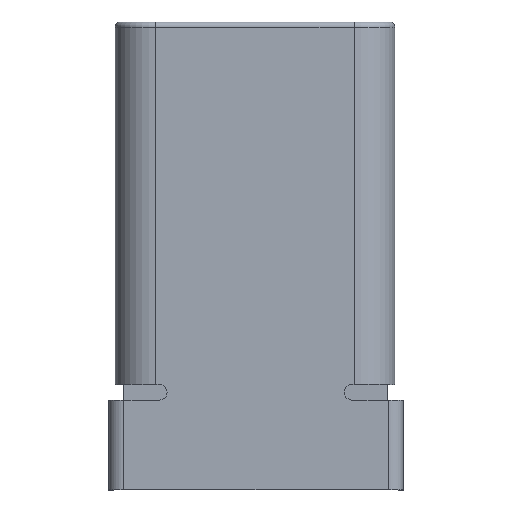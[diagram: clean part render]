
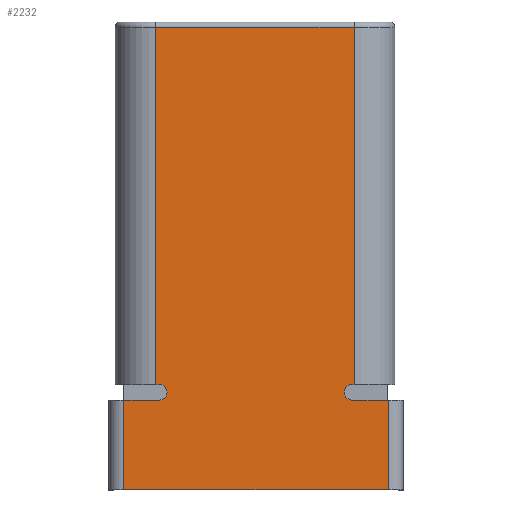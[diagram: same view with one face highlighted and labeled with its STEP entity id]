
A CAD part, top view. The second image highlights one B-rep face of the part: STEP entity #2232.
In plain terms, the highlighted planar face has unit normal (0, 0, 1).
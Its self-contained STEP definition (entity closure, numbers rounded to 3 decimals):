
#60=PLANE('',#2432);
#179=FACE_OUTER_BOUND('',#320,.T.);
#320=EDGE_LOOP('',(#1664,#1665,#1666,#1667,#1668,#1669,#1670,#1671,#1672,
#1673,#1674,#1675));
#480=LINE('',#3407,#732);
#484=LINE('',#3420,#736);
#485=LINE('',#3422,#737);
#486=LINE('',#3426,#738);
#487=LINE('',#3428,#739);
#488=LINE('',#3430,#740);
#489=LINE('',#3432,#741);
#490=LINE('',#3434,#742);
#491=LINE('',#3438,#743);
#492=LINE('',#3439,#744);
#732=VECTOR('',#2735,10.);
#736=VECTOR('',#2751,10.);
#737=VECTOR('',#2752,10.);
#738=VECTOR('',#2755,10.);
#739=VECTOR('',#2756,10.);
#740=VECTOR('',#2757,10.);
#741=VECTOR('',#2758,10.);
#742=VECTOR('',#2759,10.);
#743=VECTOR('',#2762,10.);
#744=VECTOR('',#2763,10.);
#972=CIRCLE('',#2433,0.23);
#973=CIRCLE('',#2434,0.229);
#1059=VERTEX_POINT('',#3399);
#1061=VERTEX_POINT('',#3405);
#1064=VERTEX_POINT('',#3419);
#1065=VERTEX_POINT('',#3421);
#1066=VERTEX_POINT('',#3423);
#1067=VERTEX_POINT('',#3425);
#1068=VERTEX_POINT('',#3427);
#1069=VERTEX_POINT('',#3429);
#1070=VERTEX_POINT('',#3431);
#1071=VERTEX_POINT('',#3433);
#1072=VERTEX_POINT('',#3435);
#1073=VERTEX_POINT('',#3437);
#1289=EDGE_CURVE('',#1061,#1059,#480,.T.);
#1296=EDGE_CURVE('',#1064,#1061,#484,.T.);
#1297=EDGE_CURVE('',#1064,#1065,#485,.T.);
#1298=EDGE_CURVE('',#1066,#1065,#972,.T.);
#1299=EDGE_CURVE('',#1066,#1067,#486,.T.);
#1300=EDGE_CURVE('',#1068,#1067,#487,.T.);
#1301=EDGE_CURVE('',#1068,#1069,#488,.T.);
#1302=EDGE_CURVE('',#1070,#1069,#489,.T.);
#1303=EDGE_CURVE('',#1070,#1071,#490,.T.);
#1304=EDGE_CURVE('',#1072,#1071,#973,.T.);
#1305=EDGE_CURVE('',#1072,#1073,#491,.T.);
#1306=EDGE_CURVE('',#1059,#1073,#492,.T.);
#1664=ORIENTED_EDGE('',*,*,#1289,.F.);
#1665=ORIENTED_EDGE('',*,*,#1296,.F.);
#1666=ORIENTED_EDGE('',*,*,#1297,.T.);
#1667=ORIENTED_EDGE('',*,*,#1298,.F.);
#1668=ORIENTED_EDGE('',*,*,#1299,.T.);
#1669=ORIENTED_EDGE('',*,*,#1300,.F.);
#1670=ORIENTED_EDGE('',*,*,#1301,.T.);
#1671=ORIENTED_EDGE('',*,*,#1302,.F.);
#1672=ORIENTED_EDGE('',*,*,#1303,.T.);
#1673=ORIENTED_EDGE('',*,*,#1304,.F.);
#1674=ORIENTED_EDGE('',*,*,#1305,.T.);
#1675=ORIENTED_EDGE('',*,*,#1306,.F.);
#2232=ADVANCED_FACE('',(#179),#60,.T.);
#2432=AXIS2_PLACEMENT_3D('',#3418,#2749,#2750);
#2433=AXIS2_PLACEMENT_3D('',#3424,#2753,#2754);
#2434=AXIS2_PLACEMENT_3D('',#3436,#2760,#2761);
#2735=DIRECTION('',(1.,0.,0.));
#2749=DIRECTION('center_axis',(0.,0.,1.));
#2750=DIRECTION('ref_axis',(1.,0.,0.));
#2751=DIRECTION('',(0.,1.,0.));
#2752=DIRECTION('',(1.,0.,0.));
#2753=DIRECTION('center_axis',(0.,0.,1.));
#2754=DIRECTION('ref_axis',(-0.025,-1.,0.));
#2755=DIRECTION('',(-1.,0.,0.));
#2756=DIRECTION('',(0.,1.,0.));
#2757=DIRECTION('',(1.,0.,0.));
#2758=DIRECTION('',(0.,-1.,0.));
#2759=DIRECTION('',(-1.,0.,0.));
#2760=DIRECTION('center_axis',(0.,0.,1.));
#2761=DIRECTION('ref_axis',(0.,1.,0.));
#2762=DIRECTION('',(1.,0.,0.));
#2763=DIRECTION('',(0.,-1.,0.));
#3399=CARTESIAN_POINT('',(-17.664,2.565,2.51));
#3405=CARTESIAN_POINT('',(-23.514,2.565,2.51));
#3407=CARTESIAN_POINT('',(-18.526,2.565,2.51));
#3418=CARTESIAN_POINT('Origin',(-20.589,-2.635,2.51));
#3419=CARTESIAN_POINT('',(-23.514,-7.985,2.51));
#3420=CARTESIAN_POINT('',(-23.514,0.04,2.51));
#3421=CARTESIAN_POINT('',(-23.413,-7.985,2.51));
#3422=CARTESIAN_POINT('',(-16.464,-7.985,2.51));
#3423=CARTESIAN_POINT('',(-23.407,-8.444,2.51));
#3424=CARTESIAN_POINT('Origin',(-23.413,-8.214,2.51));
#3425=CARTESIAN_POINT('',(-24.457,-8.444,2.51));
#3426=CARTESIAN_POINT('',(-24.907,-8.444,2.51));
#3427=CARTESIAN_POINT('',(-24.457,-11.096,2.51));
#3428=CARTESIAN_POINT('',(-24.457,-9.107,2.51));
#3429=CARTESIAN_POINT('',(-16.657,-11.096,2.51));
#3430=CARTESIAN_POINT('',(-16.207,-11.096,2.51));
#3431=CARTESIAN_POINT('',(-16.657,-8.444,2.51));
#3432=CARTESIAN_POINT('',(-16.657,-10.433,2.51));
#3433=CARTESIAN_POINT('',(-17.726,-8.444,2.51));
#3434=CARTESIAN_POINT('',(-24.907,-8.444,2.51));
#3435=CARTESIAN_POINT('',(-17.726,-7.985,2.51));
#3436=CARTESIAN_POINT('Origin',(-17.726,-8.214,2.51));
#3437=CARTESIAN_POINT('',(-17.664,-7.985,2.51));
#3438=CARTESIAN_POINT('',(-16.464,-7.985,2.51));
#3439=CARTESIAN_POINT('',(-17.664,-5.31,2.51));
